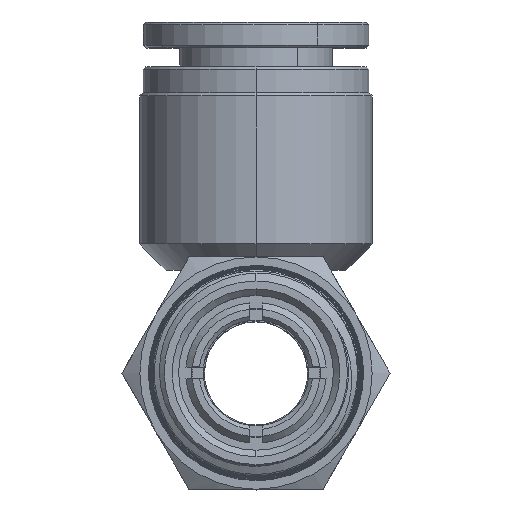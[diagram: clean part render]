
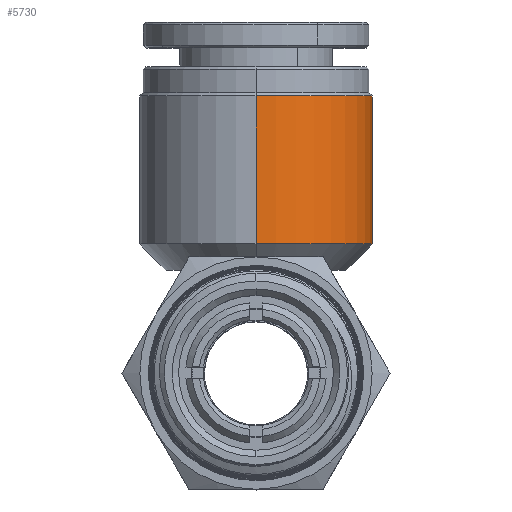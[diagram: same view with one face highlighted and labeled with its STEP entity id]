
A CAD part, top view. The second image highlights one B-rep face of the part: STEP entity #5730.
In plain terms, the highlighted cylindrical face has radius 9 mm (diameter 18 mm), a partial arc.
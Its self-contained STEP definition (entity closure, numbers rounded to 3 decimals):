
#457 = CIRCLE ( 'NONE', #13570, 9. ) ;
#568 = VERTEX_POINT ( 'NONE', #43613 ) ;
#1468 = DIRECTION ( 'NONE',  ( 0., 0., -1. ) ) ;
#4010 = LINE ( 'NONE', #35754, #38119 ) ;
#5375 = DIRECTION ( 'NONE',  ( 0., -1., 0. ) ) ;
#5730 = ADVANCED_FACE ( 'NONE', ( #39887 ), #12075, .T. ) ;
#6467 = CARTESIAN_POINT ( 'NONE',  ( 0., 10.03, -17. ) ) ;
#6659 = CARTESIAN_POINT ( 'NONE',  ( 0., 10.03, -8. ) ) ;
#6909 = CARTESIAN_POINT ( 'NONE',  ( 0., 23.75, -17. ) ) ;
#9770 = VERTEX_POINT ( 'NONE', #6467 ) ;
#11158 = DIRECTION ( 'NONE',  ( 0., 0., 1. ) ) ;
#12075 = CYLINDRICAL_SURFACE ( 'NONE', #43940, 9. ) ;
#13570 = AXIS2_PLACEMENT_3D ( 'NONE', #32021, #5375, #36464 ) ;
#15939 = ORIENTED_EDGE ( 'NONE', *, *, #41479, .T. ) ;
#25415 = EDGE_CURVE ( 'NONE', #47360, #31560, #4010, .T. ) ;
#26325 = CARTESIAN_POINT ( 'NONE',  ( 0., 21.5, 1. ) ) ;
#26685 = ORIENTED_EDGE ( 'NONE', *, *, #36150, .T. ) ;
#29199 = AXIS2_PLACEMENT_3D ( 'NONE', #6659, #37752, #11158 ) ;
#31082 = CIRCLE ( 'NONE', #29199, 9. ) ;
#31560 = VERTEX_POINT ( 'NONE', #46361 ) ;
#32021 = CARTESIAN_POINT ( 'NONE',  ( 0., 21.5, -8. ) ) ;
#32495 = DIRECTION ( 'NONE',  ( 0., -1., 0. ) ) ;
#32607 = LINE ( 'NONE', #6909, #56299 ) ;
#34988 = ORIENTED_EDGE ( 'NONE', *, *, #25415, .T. ) ;
#35597 = EDGE_CURVE ( 'NONE', #568, #9770, #32607, .T. ) ;
#35754 = CARTESIAN_POINT ( 'NONE',  ( 0., 23.75, 1. ) ) ;
#36150 = EDGE_CURVE ( 'NONE', #31560, #9770, #31082, .T. ) ;
#36464 = DIRECTION ( 'NONE',  ( 0., 0., 1. ) ) ;
#37752 = DIRECTION ( 'NONE',  ( 0., 1., 0. ) ) ;
#38006 = DIRECTION ( 'NONE',  ( 0., -1., 0. ) ) ;
#38119 = VECTOR ( 'NONE', #53701, 1000. ) ;
#39887 = FACE_OUTER_BOUND ( 'NONE', #41766, .T. ) ;
#41479 = EDGE_CURVE ( 'NONE', #568, #47360, #457, .T. ) ;
#41766 = EDGE_LOOP ( 'NONE', ( #15939, #34988, #26685, #57412 ) ) ;
#43613 = CARTESIAN_POINT ( 'NONE',  ( 0., 21.5, -17. ) ) ;
#43940 = AXIS2_PLACEMENT_3D ( 'NONE', #54713, #32495, #1468 ) ;
#46361 = CARTESIAN_POINT ( 'NONE',  ( 0., 10.03, 1. ) ) ;
#47360 = VERTEX_POINT ( 'NONE', #26325 ) ;
#53701 = DIRECTION ( 'NONE',  ( 0., -1., 0. ) ) ;
#54713 = CARTESIAN_POINT ( 'NONE',  ( 0., 23.75, -8. ) ) ;
#56299 = VECTOR ( 'NONE', #38006, 1000. ) ;
#57412 = ORIENTED_EDGE ( 'NONE', *, *, #35597, .F. ) ;
